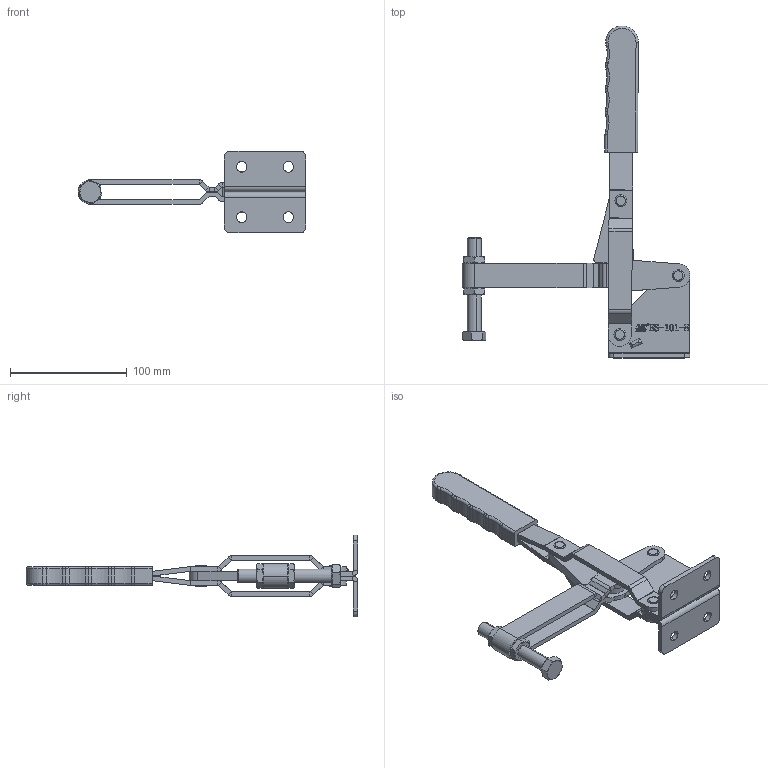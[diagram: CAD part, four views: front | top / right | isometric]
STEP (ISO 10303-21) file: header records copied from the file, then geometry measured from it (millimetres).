
FILE_DESCRIPTION (( 'STEP AP203' ), '1' );
FILE_NAME ('HS-101-H 装配体.STEP', '2018-12-07T02:47:54', ( 'PCOS' ), ( '微软中国' ), 'SwSTEP 2.0', 'SolidWorks 2012', '' );
FILE_SCHEMA (( 'CONFIG_CONTROL_DESIGN' ));
Length unit declared in the file: millimetre
Products named in the file (10): 楊擘菁釱衵; 楊擘菁釱酘; 蟀裝; 忒參; 忒梟; 种; 揤參; hex thin nuts-grades ab-chamfered gb_GB_FASTENER_NUT_STNAB M12-N; hexagon head bolts-full thread gb_GB_FASTENER_BOLT_STBAB A M12X80-C; HS-101-H  蚾饜极
Assembly tree (14 placements, depth 2):
  HS-101-H  蚾饜极
    楊擘菁釱衵
    楊擘菁釱酘
    蟀裝
    忒參
    忒梟  x2
    种  x4
    揤參
    hex thin nuts-grades ab-chamfered gb_GB_FASTENER_NUT_STNAB M12-N  x2
    hexagon head bolts-full thread gb_GB_FASTENER_BOLT_STBAB A M12X80-C
Bounding box: 195 x 283.99 x 70 mm (x, y, z)
Volume: 184602.5 mm3; surface area: 88834.8 mm2
Topology: 14 solids, 14 shells, 789 faces, 1949 edges, 1225 vertices
Faces by surface type: plane 431, cylinder 175, bspline 115, torus 42, cone 26
Entity records: 26122 total; most frequent: CARTESIAN_POINT 8951, ORIENTED_EDGE 3470, DIRECTION 3018, EDGE_CURVE 1735, VERTEX_POINT 1101, LINE 1090, VECTOR 1090, AXIS2_PLACEMENT_3D 964
